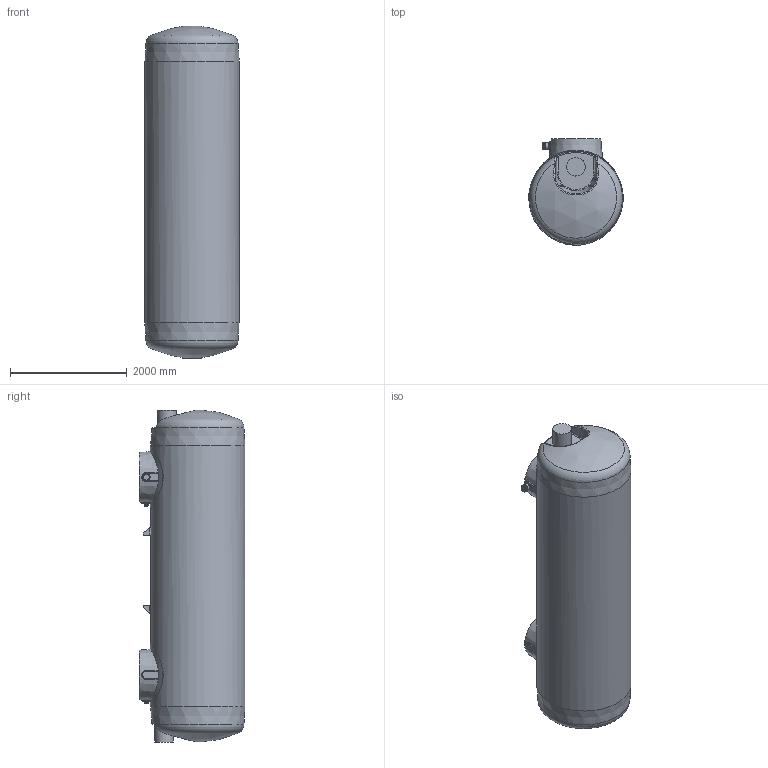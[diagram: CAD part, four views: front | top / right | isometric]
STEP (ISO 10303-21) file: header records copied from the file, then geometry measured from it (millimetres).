
FILE_DESCRIPTION (( 'STEP AP203' ), '1' );
FILE_NAME ('U6AEF3P.STEP', '2021-05-27T12:43:17', ( '' ), ( '' ), 'SwSTEP 2.0', 'SolidWorks 2019', '' );
FILE_SCHEMA (( 'CONFIG_CONTROL_DESIGN' ));
Length unit declared in the file: millimetre
Products named in the file (1): U6AEF3P
Bounding box: 1615.31 x 1814.62 x 5686 mm (x, y, z)
Volume: 11328570923.2 mm3; surface area: 33382671 mm2
Topology: 12 solids, 12 shells, 218 faces, 463 edges, 284 vertices
Faces by surface type: plane 77, cylinder 60, bspline 36, torus 28, cone 15, sphere 2
Full cylindrical faces by diameter (mm): 50 x2, 54.8 x2, 56 x2, 60 x2, 80 x2, 94 x1, 100 x2, 102 x3, 106 x1, 108 x2, 116 x1, 130 x1, 315 x2, 1100 x2, 1616 x1
Entity records: 11223 total; most frequent: CARTESIAN_POINT 7073, DIRECTION 804, ORIENTED_EDGE 782, EDGE_CURVE 391, AXIS2_PLACEMENT_3D 352, EDGE_LOOP 290, VERTEX_POINT 267, FACE_OUTER_BOUND 258
